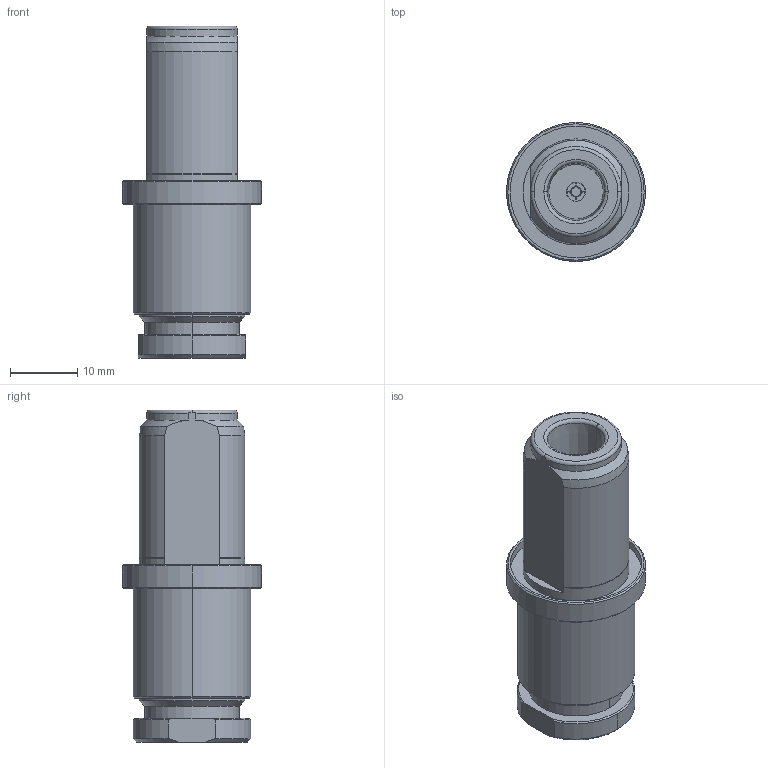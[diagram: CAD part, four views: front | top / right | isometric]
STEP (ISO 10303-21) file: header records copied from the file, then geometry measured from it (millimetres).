
FILE_DESCRIPTION (( 'STEP AP214' ), '1' );
FILE_NAME ('J01021H1078.STEP', '2015-12-10T08:48:23', ( '' ), ( '' ), 'SwSTEP 2.0', 'SolidWorks 2015', '' );
FILE_SCHEMA (( 'AUTOMOTIVE_DESIGN' ));
Length unit declared in the file: millimetre
Products named in the file (1): J01021H1078
Bounding box: 20.7 x 20.7 x 49.42 mm (x, y, z)
Volume: 9260 mm3; surface area: 3945.5 mm2
Topology: 1 solids, 1 shells, 94 faces, 228 edges, 147 vertices
Faces by surface type: cylinder 31, plane 31, cone 26, torus 6
Entity records: 3891 total; most frequent: CARTESIAN_POINT 626, DIRECTION 479, ORIENTED_EDGE 456, EDGE_CURVE 228, AXIS2_PLACEMENT_3D 192, VERTEX_POINT 147, EDGE_LOOP 105, CIRCLE 97
